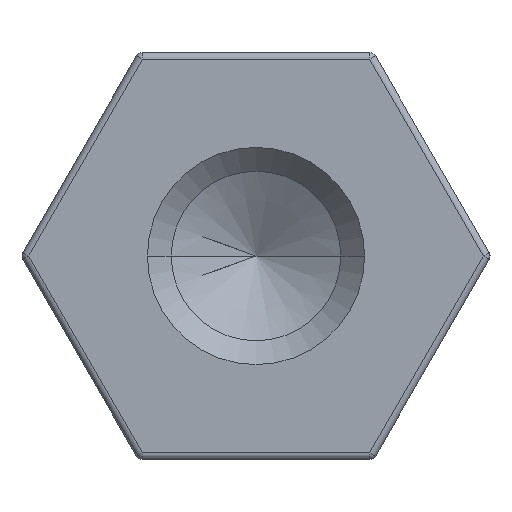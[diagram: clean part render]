
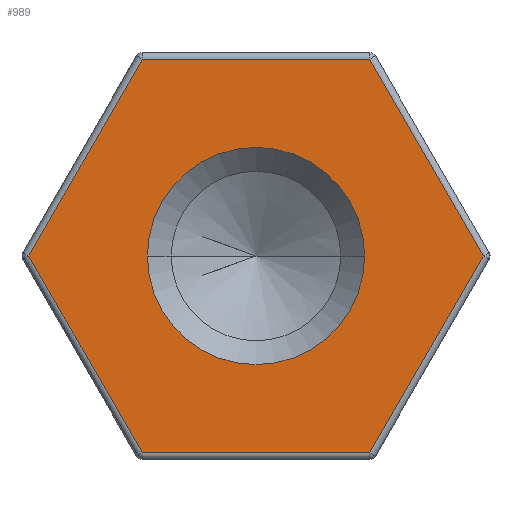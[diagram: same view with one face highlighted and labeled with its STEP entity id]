
A CAD part, left-side view. The second image highlights one B-rep face of the part: STEP entity #989.
In plain terms, the highlighted planar face has unit normal (-1, 0, 0).
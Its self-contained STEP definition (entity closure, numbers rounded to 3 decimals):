
#55 = AXIS2_PLACEMENT_3D ( 'NONE', #515, #72, #183 ) ;
#71 = DIRECTION ( 'NONE',  ( 0., 1., 0. ) ) ;
#72 = DIRECTION ( 'NONE',  ( 1., 0., 0. ) ) ;
#90 = AXIS2_PLACEMENT_3D ( 'NONE', #1172, #797, #1135 ) ;
#94 = EDGE_CURVE ( 'NONE', #698, #1013, #557, .T. ) ;
#138 = EDGE_CURVE ( 'NONE', #830, #1168, #507, .T. ) ;
#152 = EDGE_CURVE ( 'NONE', #1013, #698, #477, .T. ) ;
#183 = DIRECTION ( 'NONE',  ( 0., 1., 0. ) ) ;
#191 = CARTESIAN_POINT ( 'NONE',  ( 0., -1.6, 0. ) ) ;
#204 = CARTESIAN_POINT ( 'NONE',  ( 0., 2.511, 1.45 ) ) ;
#210 = CARTESIAN_POINT ( 'NONE',  ( 0., 0., 2.9 ) ) ;
#213 = AXIS2_PLACEMENT_3D ( 'NONE', #1405, #908, #71 ) ;
#243 = EDGE_CURVE ( 'NONE', #995, #830, #395, .T. ) ;
#246 = EDGE_CURVE ( 'NONE', #676, #1110, #377, .T. ) ;
#252 = EDGE_CURVE ( 'NONE', #1110, #995, #356, .T. ) ;
#256 = EDGE_CURVE ( 'NONE', #1168, #1018, #369, .T. ) ;
#259 = EDGE_CURVE ( 'NONE', #1018, #676, #351, .T. ) ;
#347 = VECTOR ( 'NONE', #398, 1000. ) ;
#351 = LINE ( 'NONE', #210, #347 ) ;
#354 = VECTOR ( 'NONE', #1391, 1000. ) ;
#356 = LINE ( 'NONE', #1263, #354 ) ;
#369 = LINE ( 'NONE', #754, #382 ) ;
#371 = VECTOR ( 'NONE', #389, 1000. ) ;
#375 = VECTOR ( 'NONE', #880, 1000. ) ;
#377 = LINE ( 'NONE', #204, #371 ) ;
#382 = VECTOR ( 'NONE', #1017, 1000. ) ;
#389 = DIRECTION ( 'NONE',  ( 0., 0.5, -0.866 ) ) ;
#395 = LINE ( 'NONE', #1139, #375 ) ;
#398 = DIRECTION ( 'NONE',  ( 0., 1., 0. ) ) ;
#477 = CIRCLE ( 'NONE', #55, 1.6 ) ;
#496 = VECTOR ( 'NONE', #1148, 1000. ) ;
#507 = LINE ( 'NONE', #1152, #496 ) ;
#515 = CARTESIAN_POINT ( 'NONE',  ( 0., 0., 0. ) ) ;
#540 = CARTESIAN_POINT ( 'NONE',  ( 0., 1.674, -2.9 ) ) ;
#557 = CIRCLE ( 'NONE', #90, 1.6 ) ;
#627 = ORIENTED_EDGE ( 'NONE', *, *, #152, .T. ) ;
#628 = ORIENTED_EDGE ( 'NONE', *, *, #138, .T. ) ;
#632 = ORIENTED_EDGE ( 'NONE', *, *, #94, .T. ) ;
#633 = ORIENTED_EDGE ( 'NONE', *, *, #243, .T. ) ;
#634 = ORIENTED_EDGE ( 'NONE', *, *, #252, .T. ) ;
#642 = ORIENTED_EDGE ( 'NONE', *, *, #246, .T. ) ;
#647 = ORIENTED_EDGE ( 'NONE', *, *, #256, .T. ) ;
#657 = ORIENTED_EDGE ( 'NONE', *, *, #259, .T. ) ;
#676 = VERTEX_POINT ( 'NONE', #1270 ) ;
#698 = VERTEX_POINT ( 'NONE', #191 ) ;
#716 = EDGE_LOOP ( 'NONE', ( #647, #657, #642, #634, #633, #628 ) ) ;
#754 = CARTESIAN_POINT ( 'NONE',  ( 0., -2.511, 1.45 ) ) ;
#756 = EDGE_LOOP ( 'NONE', ( #627, #632 ) ) ;
#761 = CARTESIAN_POINT ( 'NONE',  ( 0., -1.674, -2.9 ) ) ;
#776 = PLANE ( 'NONE',  #213 ) ;
#791 = CARTESIAN_POINT ( 'NONE',  ( 0., 3.349, 0. ) ) ;
#797 = DIRECTION ( 'NONE',  ( 1., 0., 0. ) ) ;
#830 = VERTEX_POINT ( 'NONE', #761 ) ;
#880 = DIRECTION ( 'NONE',  ( 0., -1., 0. ) ) ;
#908 = DIRECTION ( 'NONE',  ( 1., 0., 0. ) ) ;
#989 = ADVANCED_FACE ( 'NONE', ( #1200, #1346 ), #776, .F. ) ;
#995 = VERTEX_POINT ( 'NONE', #540 ) ;
#1013 = VERTEX_POINT ( 'NONE', #1228 ) ;
#1017 = DIRECTION ( 'NONE',  ( 0., 0.5, 0.866 ) ) ;
#1018 = VERTEX_POINT ( 'NONE', #1344 ) ;
#1110 = VERTEX_POINT ( 'NONE', #791 ) ;
#1135 = DIRECTION ( 'NONE',  ( 0., 1., 0. ) ) ;
#1139 = CARTESIAN_POINT ( 'NONE',  ( 0., 0., -2.9 ) ) ;
#1148 = DIRECTION ( 'NONE',  ( 0., -0.5, 0.866 ) ) ;
#1152 = CARTESIAN_POINT ( 'NONE',  ( 0., -2.511, -1.45 ) ) ;
#1168 = VERTEX_POINT ( 'NONE', #1231 ) ;
#1172 = CARTESIAN_POINT ( 'NONE',  ( 0., 0., 0. ) ) ;
#1200 = FACE_OUTER_BOUND ( 'NONE', #716, .T. ) ;
#1228 = CARTESIAN_POINT ( 'NONE',  ( 0., 1.6, 0. ) ) ;
#1231 = CARTESIAN_POINT ( 'NONE',  ( 0., -3.349, 0. ) ) ;
#1263 = CARTESIAN_POINT ( 'NONE',  ( 0., 2.511, -1.45 ) ) ;
#1270 = CARTESIAN_POINT ( 'NONE',  ( 0., 1.674, 2.9 ) ) ;
#1344 = CARTESIAN_POINT ( 'NONE',  ( 0., -1.674, 2.9 ) ) ;
#1346 = FACE_BOUND ( 'NONE', #756, .T. ) ;
#1391 = DIRECTION ( 'NONE',  ( 0., -0.5, -0.866 ) ) ;
#1405 = CARTESIAN_POINT ( 'NONE',  ( 0., 0., 0. ) ) ;
